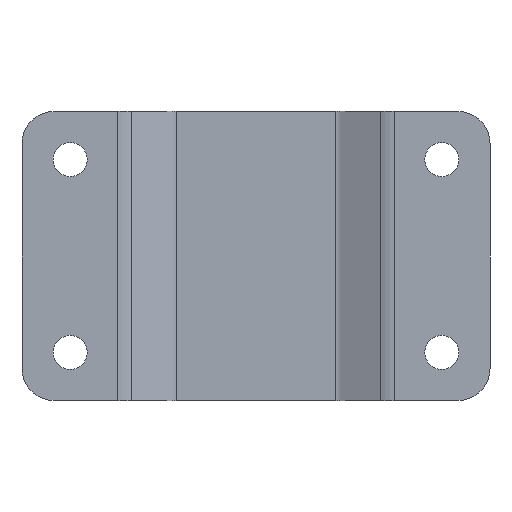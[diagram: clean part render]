
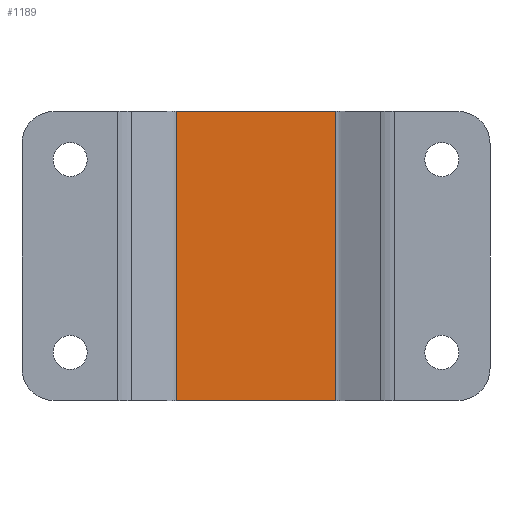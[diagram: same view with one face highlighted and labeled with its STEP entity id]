
A CAD part, front view. The second image highlights one B-rep face of the part: STEP entity #1189.
In plain terms, the highlighted planar face has unit normal (0, -1, 0).
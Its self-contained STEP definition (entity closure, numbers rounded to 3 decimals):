
#72 = VERTEX_POINT ( 'NONE', #1563 ) ;
#123 = DIRECTION ( 'NONE',  ( 1., 0., 0. ) ) ;
#180 = VERTEX_POINT ( 'NONE', #1536 ) ;
#214 = ORIENTED_EDGE ( 'NONE', *, *, #1225, .F. ) ;
#281 = CARTESIAN_POINT ( 'NONE',  ( -12.835, 3.528, -22.5 ) ) ;
#309 = LINE ( 'NONE', #680, #822 ) ;
#391 = LINE ( 'NONE', #1462, #481 ) ;
#439 = CARTESIAN_POINT ( 'NONE',  ( -12.392, 3.528, 22.5 ) ) ;
#468 = CARTESIAN_POINT ( 'NONE',  ( -12.392, 3.528, -22.5 ) ) ;
#478 = DIRECTION ( 'NONE',  ( 0., 0., 1. ) ) ;
#481 = VECTOR ( 'NONE', #1342, 1000. ) ;
#625 = FACE_OUTER_BOUND ( 'NONE', #1055, .T. ) ;
#630 = EDGE_CURVE ( 'NONE', #1170, #180, #644, .T. ) ;
#642 = LINE ( 'NONE', #281, #1355 ) ;
#644 = LINE ( 'NONE', #1404, #1046 ) ;
#680 = CARTESIAN_POINT ( 'NONE',  ( 12.392, 3.528, -22.5 ) ) ;
#768 = VERTEX_POINT ( 'NONE', #468 ) ;
#822 = VECTOR ( 'NONE', #1560, 1000. ) ;
#850 = CARTESIAN_POINT ( 'NONE',  ( -12.835, 3.528, 22.5 ) ) ;
#1002 = EDGE_CURVE ( 'NONE', #768, #72, #642, .T. ) ;
#1005 = AXIS2_PLACEMENT_3D ( 'NONE', #850, #1610, #478 ) ;
#1046 = VECTOR ( 'NONE', #123, 1000. ) ;
#1055 = EDGE_LOOP ( 'NONE', ( #1416, #1413, #214, #1160 ) ) ;
#1079 = PLANE ( 'NONE',  #1005 ) ;
#1160 = ORIENTED_EDGE ( 'NONE', *, *, #1002, .T. ) ;
#1170 = VERTEX_POINT ( 'NONE', #439 ) ;
#1187 = DIRECTION ( 'NONE',  ( 1., 0., 0. ) ) ;
#1189 = ADVANCED_FACE ( 'NONE', ( #625 ), #1079, .F. ) ;
#1225 = EDGE_CURVE ( 'NONE', #768, #1170, #391, .T. ) ;
#1342 = DIRECTION ( 'NONE',  ( 0., 0., 1. ) ) ;
#1355 = VECTOR ( 'NONE', #1187, 1000. ) ;
#1404 = CARTESIAN_POINT ( 'NONE',  ( -12.835, 3.528, 22.5 ) ) ;
#1413 = ORIENTED_EDGE ( 'NONE', *, *, #630, .F. ) ;
#1416 = ORIENTED_EDGE ( 'NONE', *, *, #1609, .F. ) ;
#1462 = CARTESIAN_POINT ( 'NONE',  ( -12.392, 3.528, 22.5 ) ) ;
#1536 = CARTESIAN_POINT ( 'NONE',  ( 12.392, 3.528, 22.5 ) ) ;
#1560 = DIRECTION ( 'NONE',  ( 0., 0., -1. ) ) ;
#1563 = CARTESIAN_POINT ( 'NONE',  ( 12.392, 3.528, -22.5 ) ) ;
#1609 = EDGE_CURVE ( 'NONE', #180, #72, #309, .T. ) ;
#1610 = DIRECTION ( 'NONE',  ( 0., 1., 0. ) ) ;
